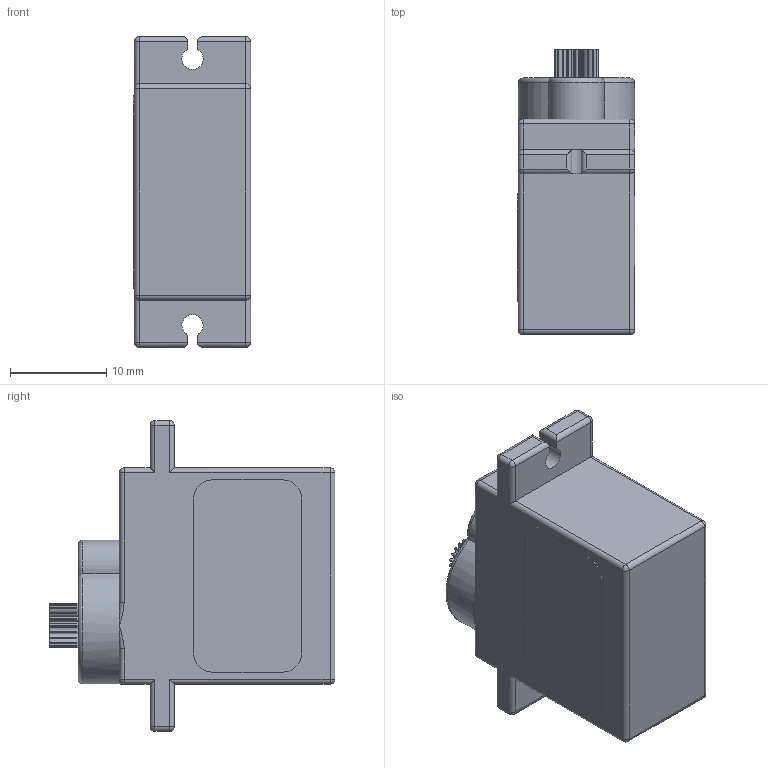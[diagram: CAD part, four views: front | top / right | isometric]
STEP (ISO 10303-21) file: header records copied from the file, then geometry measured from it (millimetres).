
FILE_DESCRIPTION (( 'STEP AP214' ), '1' );
FILE_NAME ('Fitec FS90R Micro Servo NoWires.STEP', '2025-01-03T17:53:09', ( '' ), ( '' ), 'SwSTEP 2.0', 'SolidWorks 2022', '' );
FILE_SCHEMA (( 'AUTOMOTIVE_DESIGN' ));
Length unit declared in the file: millimetre
Products named in the file (1): Fitec FS90R Micro Servo NoWires
Bounding box: 12.2 x 29.7 x 32.3 mm (x, y, z)
Volume: 3072.1 mm3; surface area: 4673.7 mm2
Topology: 3 solids, 3 shells, 204 faces, 532 edges, 317 vertices
Faces by surface type: cylinder 139, plane 42, sphere 16, bspline 5, torus 2
Full cylindrical faces by diameter (mm): 1 x1, 4.86 x1
Entity records: 8575 total; most frequent: CARTESIAN_POINT 1278, DIRECTION 1142, ORIENTED_EDGE 1018, EDGE_CURVE 509, AXIS2_PLACEMENT_3D 456, VERTEX_POINT 316, CIRCLE 256, VECTOR 230
